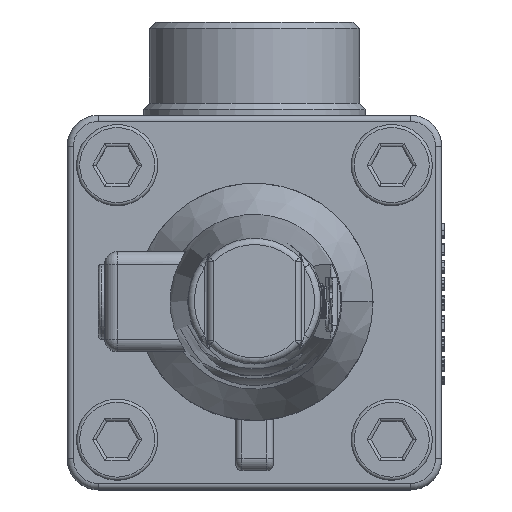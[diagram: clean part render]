
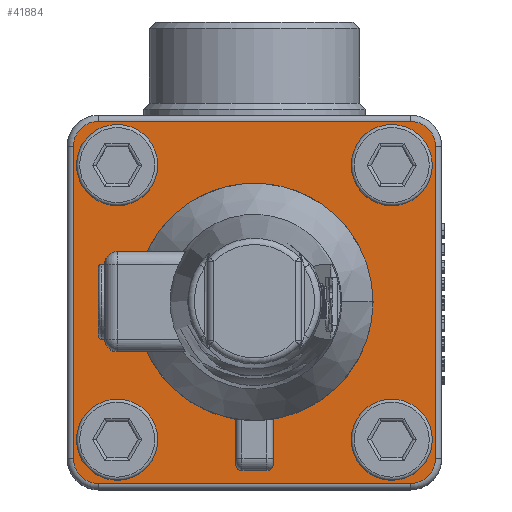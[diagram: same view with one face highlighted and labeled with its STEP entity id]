
A CAD part, top view. The second image highlights one B-rep face of the part: STEP entity #41884.
In plain terms, the highlighted planar face has unit normal (0, 0, 1).
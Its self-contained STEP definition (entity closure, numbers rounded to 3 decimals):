
#39236=CARTESIAN_POINT('',(-16.,22.,100.5));
#39237=VERTEX_POINT('',#39236);
#39245=CARTESIAN_POINT('',(-22.,28.,100.5));
#39246=VERTEX_POINT('',#39245);
#39247=CARTESIAN_POINT('',(-22.,22.,100.5));
#39248=DIRECTION('',(0.,-0.,1.));
#39249=DIRECTION('',(-0.,1.,0.));
#39250=AXIS2_PLACEMENT_3D('',#39247,#39248,#39249);
#39251=CIRCLE('',#39250,6.);
#39252=EDGE_CURVE('',#39237,#39246,#39251,.T.);
#39254=CARTESIAN_POINT('',(-22.,22.,100.5));
#39255=DIRECTION('',(0.,-0.,1.));
#39256=DIRECTION('',(-0.,1.,0.));
#39257=AXIS2_PLACEMENT_3D('',#39254,#39255,#39256);
#39258=CIRCLE('',#39257,6.);
#39259=EDGE_CURVE('',#39246,#39237,#39258,.T.);
#39735=CARTESIAN_POINT('',(28.,-22.,100.5));
#39736=VERTEX_POINT('',#39735);
#39744=CARTESIAN_POINT('',(22.,-16.,100.5));
#39745=VERTEX_POINT('',#39744);
#39746=CARTESIAN_POINT('',(22.,-22.,100.5));
#39747=DIRECTION('',(0.,-0.,1.));
#39748=DIRECTION('',(-0.,1.,0.));
#39749=AXIS2_PLACEMENT_3D('',#39746,#39747,#39748);
#39750=CIRCLE('',#39749,6.);
#39751=EDGE_CURVE('',#39736,#39745,#39750,.T.);
#39753=CARTESIAN_POINT('',(22.,-22.,100.5));
#39754=DIRECTION('',(0.,-0.,1.));
#39755=DIRECTION('',(-0.,1.,0.));
#39756=AXIS2_PLACEMENT_3D('',#39753,#39754,#39755);
#39757=CIRCLE('',#39756,6.);
#39758=EDGE_CURVE('',#39745,#39736,#39757,.T.);
#40234=CARTESIAN_POINT('',(-16.,-22.,100.5));
#40235=VERTEX_POINT('',#40234);
#40243=CARTESIAN_POINT('',(-22.,-16.,100.5));
#40244=VERTEX_POINT('',#40243);
#40245=CARTESIAN_POINT('',(-22.,-22.,100.5));
#40246=DIRECTION('',(0.,-0.,1.));
#40247=DIRECTION('',(-0.,1.,0.));
#40248=AXIS2_PLACEMENT_3D('',#40245,#40246,#40247);
#40249=CIRCLE('',#40248,6.);
#40250=EDGE_CURVE('',#40235,#40244,#40249,.T.);
#40252=CARTESIAN_POINT('',(-22.,-22.,100.5));
#40253=DIRECTION('',(0.,-0.,1.));
#40254=DIRECTION('',(-0.,1.,0.));
#40255=AXIS2_PLACEMENT_3D('',#40252,#40253,#40254);
#40256=CIRCLE('',#40255,6.);
#40257=EDGE_CURVE('',#40244,#40235,#40256,.T.);
#40733=CARTESIAN_POINT('',(28.,22.,100.5));
#40734=VERTEX_POINT('',#40733);
#40742=CARTESIAN_POINT('',(22.,28.,100.5));
#40743=VERTEX_POINT('',#40742);
#40744=CARTESIAN_POINT('',(22.,22.,100.5));
#40745=DIRECTION('',(0.,-0.,1.));
#40746=DIRECTION('',(-0.,1.,0.));
#40747=AXIS2_PLACEMENT_3D('',#40744,#40745,#40746);
#40748=CIRCLE('',#40747,6.);
#40749=EDGE_CURVE('',#40734,#40743,#40748,.T.);
#40751=CARTESIAN_POINT('',(22.,22.,100.5));
#40752=DIRECTION('',(0.,-0.,1.));
#40753=DIRECTION('',(-0.,1.,0.));
#40754=AXIS2_PLACEMENT_3D('',#40751,#40752,#40753);
#40755=CIRCLE('',#40754,6.);
#40756=EDGE_CURVE('',#40743,#40734,#40755,.T.);
#41181=CARTESIAN_POINT('',(15.5,0.,100.5));
#41182=VERTEX_POINT('',#41181);
#41192=CARTESIAN_POINT('',(0.,0.,100.5));
#41193=DIRECTION('',(0.,-0.,1.));
#41194=DIRECTION('',(1.,0.,-0.));
#41195=AXIS2_PLACEMENT_3D('',#41192,#41193,#41194);
#41196=CIRCLE('',#41195,15.5);
#41197=EDGE_CURVE('',#41182,#41182,#41196,.T.);
#41207=CARTESIAN_POINT('',(-29.,25.,100.5));
#41208=VERTEX_POINT('',#41207);
#41226=CARTESIAN_POINT('',(-29.,-25.,100.5));
#41227=VERTEX_POINT('',#41226);
#41235=CARTESIAN_POINT('',(-29.,25.,100.5));
#41236=DIRECTION('',(0.,-1.,-0.));
#41237=VECTOR('',#41236,50.);
#41238=LINE('',#41235,#41237);
#41239=EDGE_CURVE('',#41208,#41227,#41238,.T.);
#41251=CARTESIAN_POINT('',(-25.,-29.,100.5));
#41252=VERTEX_POINT('',#41251);
#41260=CARTESIAN_POINT('',(-25.,-25.,100.5));
#41261=DIRECTION('',(0.,-0.,1.));
#41262=DIRECTION('',(-1.,-0.,0.));
#41263=AXIS2_PLACEMENT_3D('',#41260,#41261,#41262);
#41264=CIRCLE('',#41263,4.);
#41265=EDGE_CURVE('',#41227,#41252,#41264,.T.);
#41283=CARTESIAN_POINT('',(-25.,29.,100.5));
#41284=VERTEX_POINT('',#41283);
#41302=CARTESIAN_POINT('',(-25.,25.,100.5));
#41303=DIRECTION('',(0.,-0.,1.));
#41304=DIRECTION('',(-1.,-0.,0.));
#41305=AXIS2_PLACEMENT_3D('',#41302,#41303,#41304);
#41306=CIRCLE('',#41305,4.);
#41307=EDGE_CURVE('',#41284,#41208,#41306,.T.);
#41319=CARTESIAN_POINT('',(25.,-29.,100.5));
#41320=VERTEX_POINT('',#41319);
#41328=CARTESIAN_POINT('',(-25.,-29.,100.5));
#41329=DIRECTION('',(1.,0.,-0.));
#41330=VECTOR('',#41329,50.);
#41331=LINE('',#41328,#41330);
#41332=EDGE_CURVE('',#41252,#41320,#41331,.T.);
#41349=CARTESIAN_POINT('',(25.,29.,100.5));
#41350=VERTEX_POINT('',#41349);
#41367=CARTESIAN_POINT('',(25.,29.,100.5));
#41368=DIRECTION('',(-1.,-0.,0.));
#41369=VECTOR('',#41368,50.);
#41370=LINE('',#41367,#41369);
#41371=EDGE_CURVE('',#41350,#41284,#41370,.T.);
#41383=CARTESIAN_POINT('',(29.,-25.,100.5));
#41384=VERTEX_POINT('',#41383);
#41392=CARTESIAN_POINT('',(25.,-25.,100.5));
#41393=DIRECTION('',(0.,-0.,1.));
#41394=DIRECTION('',(-1.,-0.,0.));
#41395=AXIS2_PLACEMENT_3D('',#41392,#41393,#41394);
#41396=CIRCLE('',#41395,4.);
#41397=EDGE_CURVE('',#41320,#41384,#41396,.T.);
#41415=CARTESIAN_POINT('',(29.,25.,100.5));
#41416=VERTEX_POINT('',#41415);
#41434=CARTESIAN_POINT('',(25.,25.,100.5));
#41435=DIRECTION('',(0.,-0.,1.));
#41436=DIRECTION('',(-1.,-0.,0.));
#41437=AXIS2_PLACEMENT_3D('',#41434,#41435,#41436);
#41438=CIRCLE('',#41437,4.);
#41439=EDGE_CURVE('',#41416,#41350,#41438,.T.);
#41457=CARTESIAN_POINT('',(29.,-25.,100.5));
#41458=DIRECTION('',(-0.,1.,0.));
#41459=VECTOR('',#41458,50.);
#41460=LINE('',#41457,#41459);
#41461=EDGE_CURVE('',#41384,#41416,#41460,.T.);
#41850=CARTESIAN_POINT('',(0.,0.,100.5));
#41851=DIRECTION('',(0.,-0.,1.));
#41852=DIRECTION('',(1.,0.,-0.));
#41853=AXIS2_PLACEMENT_3D('',#41850,#41851,#41852);
#41854=PLANE('',#41853);
#41855=ORIENTED_EDGE('',*,*,#39252,.F.);
#41856=ORIENTED_EDGE('',*,*,#39259,.F.);
#41857=EDGE_LOOP('',(#41855,#41856));
#41858=FACE_BOUND('',#41857,.T.);
#41859=ORIENTED_EDGE('',*,*,#39751,.F.);
#41860=ORIENTED_EDGE('',*,*,#39758,.F.);
#41861=EDGE_LOOP('',(#41859,#41860));
#41862=FACE_BOUND('',#41861,.T.);
#41863=ORIENTED_EDGE('',*,*,#40250,.F.);
#41864=ORIENTED_EDGE('',*,*,#40257,.F.);
#41865=EDGE_LOOP('',(#41863,#41864));
#41866=FACE_BOUND('',#41865,.T.);
#41867=ORIENTED_EDGE('',*,*,#40749,.F.);
#41868=ORIENTED_EDGE('',*,*,#40756,.F.);
#41869=EDGE_LOOP('',(#41867,#41868));
#41870=FACE_BOUND('',#41869,.T.);
#41871=ORIENTED_EDGE('',*,*,#41197,.F.);
#41872=EDGE_LOOP('',(#41871));
#41873=FACE_BOUND('',#41872,.T.);
#41874=ORIENTED_EDGE('',*,*,#41307,.T.);
#41875=ORIENTED_EDGE('',*,*,#41239,.T.);
#41876=ORIENTED_EDGE('',*,*,#41265,.T.);
#41877=ORIENTED_EDGE('',*,*,#41332,.T.);
#41878=ORIENTED_EDGE('',*,*,#41397,.T.);
#41879=ORIENTED_EDGE('',*,*,#41461,.T.);
#41880=ORIENTED_EDGE('',*,*,#41439,.T.);
#41881=ORIENTED_EDGE('',*,*,#41371,.T.);
#41882=EDGE_LOOP('',(#41874,#41875,#41876,#41877,#41878,#41879,#41880,#41881));
#41883=FACE_BOUND('',#41882,.T.);
#41884=ADVANCED_FACE('',(#41858,#41862,#41866,#41870,#41873,#41883),#41854,.T.);
